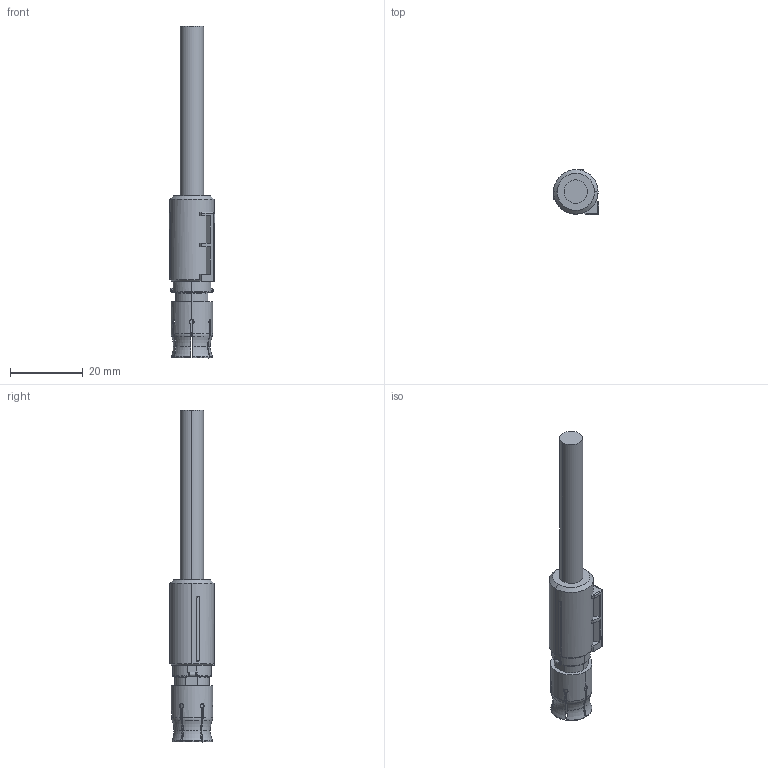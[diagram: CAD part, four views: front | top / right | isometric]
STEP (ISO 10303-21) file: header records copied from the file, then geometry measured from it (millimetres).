
FILE_DESCRIPTION(('CATIA V5 STEP Exchange','CAx-IF Rec.Pracs.--- Model Styling and Organization---1.5--- 2016-08-15','CAx-IF Rec.Pracs.---Supplemental Geometry---1.0---2011-11-01','CAx-IF Rec.Pracs.--- Composite Materials ---1.1---2010-07-15'),'2;1');
FILE_NAME ('170458-8_0', '2025-04-29T09:09:12+00:00', ('none'), ('Weidmueller'), 'CATIA Version 5-6 Release 2022 SP4 HF5', 'CATIA V5 STEP AP214 v3', 'none');
FILE_SCHEMA(('AUTOMOTIVE_DESIGN { 1 0 10303 214 1 1 1 1 }'));
Length unit declared in the file: millimetre
Products named in the file (1): 2003860050
Bounding box: 12.41 x 12.41 x 91.1 mm (x, y, z)
Volume: 5692.6 mm3; surface area: 3751.9 mm2
Topology: 1 solids, 1 shells, 388 faces, 1036 edges, 661 vertices
Faces by surface type: cylinder 150, plane 130, torus 70, bspline 21, cone 15, sphere 2
Entity records: 13588 total; most frequent: CARTESIAN_POINT 4549, ORIENTED_EDGE 2064, DIRECTION 1404, EDGE_CURVE 1032, VERTEX_POINT 661, AXIS2_PLACEMENT_3D 608, VECTOR 437, LINE 437
